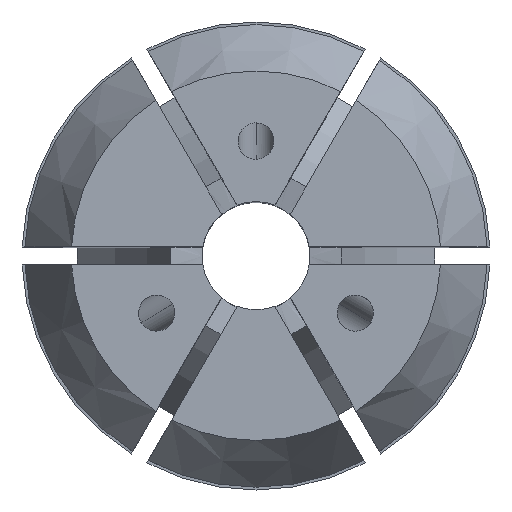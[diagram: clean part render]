
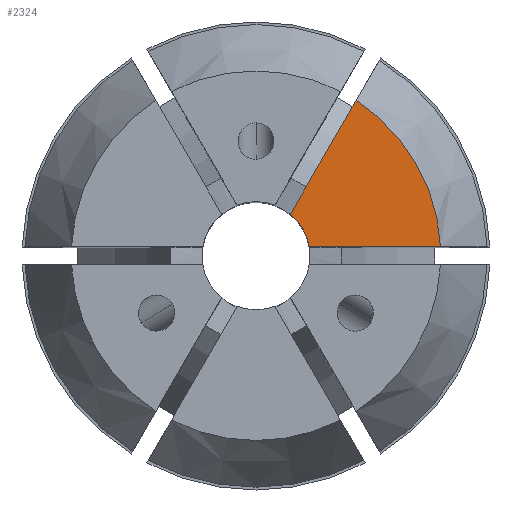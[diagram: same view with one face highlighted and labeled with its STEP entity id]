
A CAD part, top view. The second image highlights one B-rep face of the part: STEP entity #2324.
In plain terms, the highlighted planar face has unit normal (0, 0, 1).
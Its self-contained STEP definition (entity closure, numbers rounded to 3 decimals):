
#5 = CARTESIAN_POINT ( 'NONE',  ( 1.912, 2.312, 34. ) ) ;
#114 = CARTESIAN_POINT ( 'NONE',  ( 5.558, 8.627, 34. ) ) ;
#216 = VERTEX_POINT ( 'NONE', #5 ) ;
#299 = EDGE_CURVE ( 'NONE', #1468, #1377, #875, .T. ) ;
#523 = ORIENTED_EDGE ( 'NONE', *, *, #1083, .F. ) ;
#740 = CARTESIAN_POINT ( 'NONE',  ( 0., 0., 34. ) ) ;
#756 = DIRECTION ( 'NONE',  ( 0.5, 0.866, 0. ) ) ;
#875 = CIRCLE ( 'NONE', #1559, 10.263 ) ;
#914 = CARTESIAN_POINT ( 'NONE',  ( 0., 0.5, 34. ) ) ;
#958 = DIRECTION ( 'NONE',  ( 0., 0., -1. ) ) ;
#990 = ORIENTED_EDGE ( 'NONE', *, *, #299, .F. ) ;
#1007 = CARTESIAN_POINT ( 'NONE',  ( 2.958, 0.5, 34. ) ) ;
#1021 = EDGE_LOOP ( 'NONE', ( #1859, #523, #1801, #990 ) ) ;
#1083 = EDGE_CURVE ( 'NONE', #1947, #216, #3146, .T. ) ;
#1099 = LINE ( 'NONE', #2565, #2525 ) ;
#1205 = DIRECTION ( 'NONE',  ( -1., 0., 0. ) ) ;
#1325 = DIRECTION ( 'NONE',  ( 1., 0., 0. ) ) ;
#1352 = DIRECTION ( 'NONE',  ( 0., 0., 1. ) ) ;
#1377 = VERTEX_POINT ( 'NONE', #2202 ) ;
#1468 = VERTEX_POINT ( 'NONE', #114 ) ;
#1559 = AXIS2_PLACEMENT_3D ( 'NONE', #3718, #958, #1891 ) ;
#1579 = FACE_OUTER_BOUND ( 'NONE', #1021, .T. ) ;
#1801 = ORIENTED_EDGE ( 'NONE', *, *, #3521, .F. ) ;
#1859 = ORIENTED_EDGE ( 'NONE', *, *, #2722, .F. ) ;
#1884 = DIRECTION ( 'NONE',  ( 1., 0., 0. ) ) ;
#1891 = DIRECTION ( 'NONE',  ( -1., 0., 0. ) ) ;
#1947 = VERTEX_POINT ( 'NONE', #1007 ) ;
#2088 = AXIS2_PLACEMENT_3D ( 'NONE', #2151, #3739, #1884 ) ;
#2151 = CARTESIAN_POINT ( 'NONE',  ( 0., 10.263, 34. ) ) ;
#2202 = CARTESIAN_POINT ( 'NONE',  ( 10.251, 0.5, 34. ) ) ;
#2324 = ADVANCED_FACE ( 'NONE', ( #1579 ), #3342, .T. ) ;
#2385 = VECTOR ( 'NONE', #1205, 1000. ) ;
#2525 = VECTOR ( 'NONE', #756, 1000. ) ;
#2565 = CARTESIAN_POINT ( 'NONE',  ( 4.877, 7.447, 34. ) ) ;
#2722 = EDGE_CURVE ( 'NONE', #216, #1468, #1099, .T. ) ;
#2861 = AXIS2_PLACEMENT_3D ( 'NONE', #740, #1352, #1325 ) ;
#3146 = CIRCLE ( 'NONE', #2861, 3. ) ;
#3342 = PLANE ( 'NONE',  #2088 ) ;
#3469 = LINE ( 'NONE', #914, #2385 ) ;
#3521 = EDGE_CURVE ( 'NONE', #1377, #1947, #3469, .T. ) ;
#3718 = CARTESIAN_POINT ( 'NONE',  ( 0., 0., 34. ) ) ;
#3739 = DIRECTION ( 'NONE',  ( 0., 0., 1. ) ) ;
